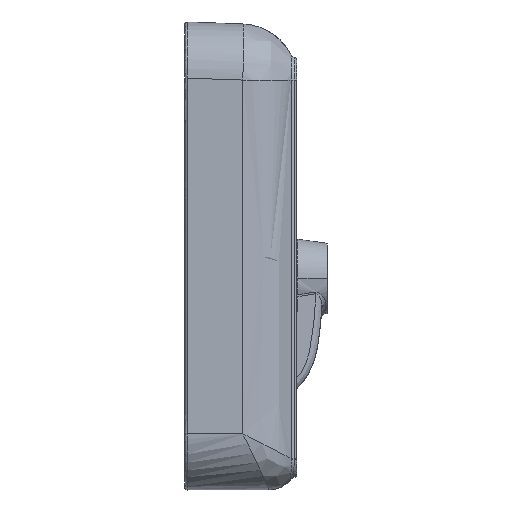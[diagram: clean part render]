
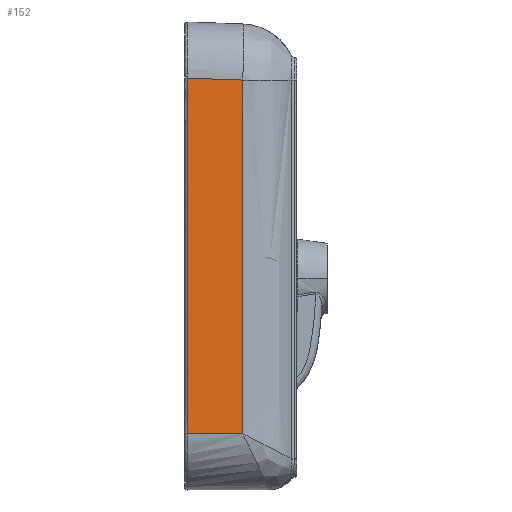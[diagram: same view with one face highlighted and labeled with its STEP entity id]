
A CAD part, left-side view. The second image highlights one B-rep face of the part: STEP entity #152.
In plain terms, the highlighted planar face has unit normal (-0.999, -0.035, 0).
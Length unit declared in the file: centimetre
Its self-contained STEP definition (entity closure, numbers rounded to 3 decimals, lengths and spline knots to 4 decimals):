
#152=ADVANCED_FACE('',(#584),#6412,.T.);
#584=FACE_OUTER_BOUND('',#1030,.T.);
#1030=EDGE_LOOP('',(#1977,#1978,#1979,#1980));
#1977=ORIENTED_EDGE('',*,*,#3709,.T.);
#1978=ORIENTED_EDGE('',*,*,#3710,.F.);
#1979=ORIENTED_EDGE('',*,*,#3711,.T.);
#1980=ORIENTED_EDGE('',*,*,#3712,.T.);
#3709=EDGE_CURVE('',#5687,#5673,#5001,.T.);
#3710=EDGE_CURVE('',#5672,#5673,#5002,.T.);
#3711=EDGE_CURVE('',#5672,#5686,#5003,.T.);
#3712=EDGE_CURVE('',#5686,#5687,#5004,.T.);
#5001=B_SPLINE_CURVE_WITH_KNOTS('',1,(#27084,#27085),.UNSPECIFIED.,.F.,
 .F.,(2,2),(0.,1.),.UNSPECIFIED.);
#5002=B_SPLINE_CURVE_WITH_KNOTS('',1,(#27086,#27087),.UNSPECIFIED.,.F.,
 .F.,(2,2),(-1.,0.),.UNSPECIFIED.);
#5003=B_SPLINE_CURVE_WITH_KNOTS('',1,(#27088,#27089),.UNSPECIFIED.,.F.,
 .F.,(2,2),(-1.,0.),.UNSPECIFIED.);
#5004=B_SPLINE_CURVE_WITH_KNOTS('',1,(#27090,#27091),.UNSPECIFIED.,.F.,
 .F.,(2,2),(0.,1.),.UNSPECIFIED.);
#5672=VERTEX_POINT('',#24109);
#5673=VERTEX_POINT('',#24110);
#5686=VERTEX_POINT('',#24123);
#5687=VERTEX_POINT('',#24124);
#6412=PLANE('',#6472);
#6472=AXIS2_PLACEMENT_3D('',#11006,#6515,$);
#6515=DIRECTION('',(-0.999,-0.035,0.));
#11006=CARTESIAN_POINT('',(-397.8313,-62.104,-166.01));
#24109=CARTESIAN_POINT('',(-397.8316,-62.094,211.8682));
#24110=CARTESIAN_POINT('',(-397.8316,-62.094,-166.));
#24123=CARTESIAN_POINT('',(-399.8889,-3.1813,213.9255));
#24124=CARTESIAN_POINT('',(-399.8889,-3.1807,-166.));
#27084=CARTESIAN_POINT('',(-399.8889,-3.1807,-166.));
#27085=CARTESIAN_POINT('',(-397.8316,-62.094,-166.));
#27086=CARTESIAN_POINT('',(-397.8316,-62.094,211.8682));
#27087=CARTESIAN_POINT('',(-397.8316,-62.094,-166.));
#27088=CARTESIAN_POINT('',(-397.8316,-62.094,211.8682));
#27089=CARTESIAN_POINT('',(-399.8889,-3.1813,213.9255));
#27090=CARTESIAN_POINT('',(-399.8889,-3.1813,213.9255));
#27091=CARTESIAN_POINT('',(-399.8889,-3.1807,-166.));
